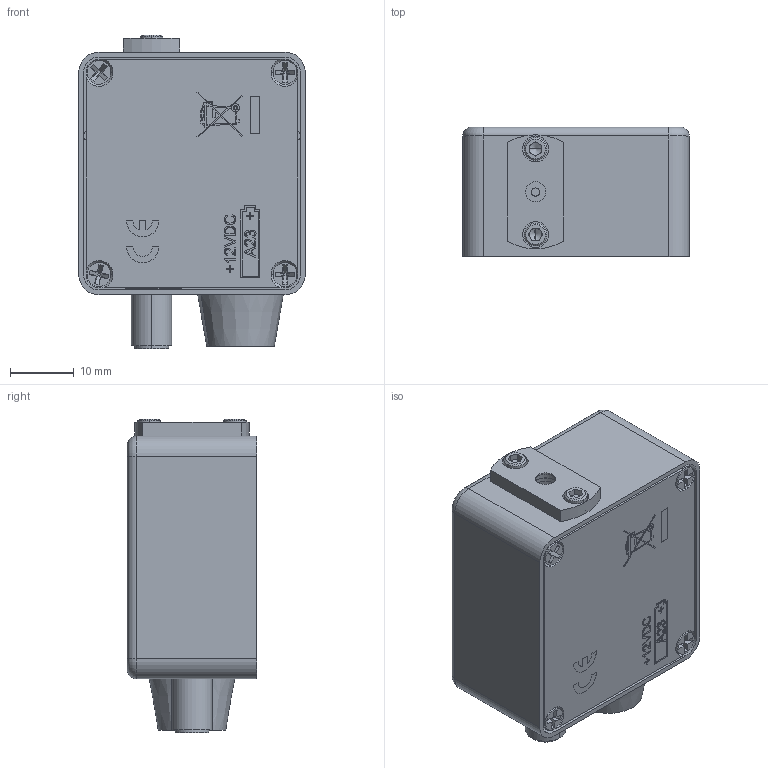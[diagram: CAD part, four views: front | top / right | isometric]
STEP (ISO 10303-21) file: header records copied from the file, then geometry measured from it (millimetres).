
FILE_DESCRIPTION (( 'STEP AP214' ), '1' );
FILE_NAME ('TTN020135.STEP', '2013-11-15T20:02:51', ( 'admin' ), ( '' ), 'SwSTEP 2.0', 'SolidWorks 2012', '' );
FILE_SCHEMA (( 'AUTOMOTIVE_DESIGN' ));
Length unit declared in the file: inch
Products named in the file (8): flat head screw_ai_CR-FHMS 0.086-56x0.188x0.188-N; socket head cap screw_ai_HX-SHCS 0.086-56x0.188x0.188-N; TTN020132; SMA Edge Mount Adapter; DET Rear Cover Plate_With DET Engraving; Battery Cap; DET08C Metric Housing_DET02AFC Engraving; TTN020135
Assembly tree (11 placements, depth 2):
  TTN020135
    DET08C Metric Housing_DET02AFC Engraving
    Battery Cap
    DET Rear Cover Plate_With DET Engraving
    SMA Edge Mount Adapter
    TTN020132
    socket head cap screw_ai_HX-SHCS 0.086-56x0.188x0.188-N  x2
    flat head screw_ai_CR-FHMS 0.086-56x0.188x0.188-N  x4
Bounding box: 35.56 x 20.32 x 49.3 mm (x, y, z)
Volume: 17226 mm3; surface area: 13511.8 mm2
Topology: 11 solids, 11 shells, 1673 faces, 4365 edges, 2863 vertices
Faces by surface type: plane 986, bspline 472, cylinder 165, cone 42, torus 8
Entity records: 89144 total; most frequent: CARTESIAN_POINT 35636, ORIENTED_EDGE 8338, DIRECTION 5797, EDGE_CURVE 4169, LINE 2879, VECTOR 2879, VERTEX_POINT 2758, EDGE_LOOP 1765
